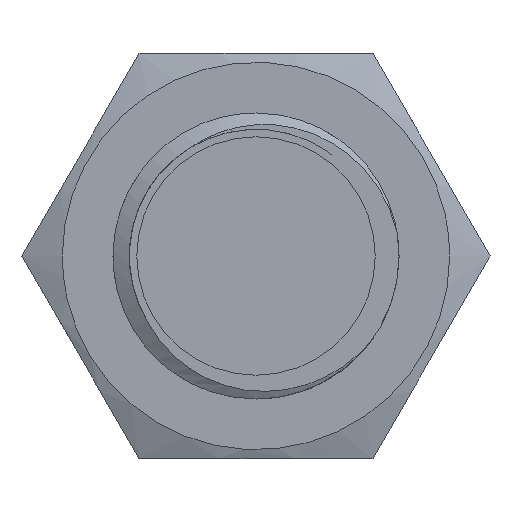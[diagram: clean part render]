
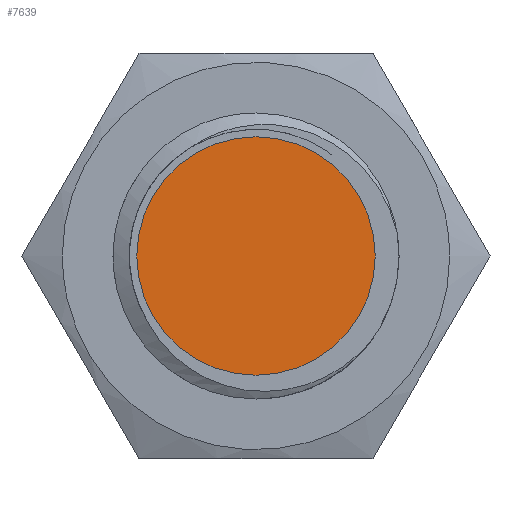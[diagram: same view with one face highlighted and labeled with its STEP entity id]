
A CAD part, left-side view. The second image highlights one B-rep face of the part: STEP entity #7639.
In plain terms, the highlighted planar face has unit normal (-1, 0, 0).
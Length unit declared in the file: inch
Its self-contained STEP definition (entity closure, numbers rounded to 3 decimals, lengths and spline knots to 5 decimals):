
#297 = ORIENTED_EDGE ( 'NONE', *, *, #10610, .F. ) ;
#2881 = DIRECTION ( 'NONE',  ( 1., 0., 0. ) ) ;
#3102 = EDGE_CURVE ( 'NONE', #5194, #6855, #8708, .T. ) ;
#3157 = AXIS2_PLACEMENT_3D ( 'NONE', #4417, #2881, #7757 ) ;
#3424 = PLANE ( 'NONE',  #6190 ) ;
#3603 = CARTESIAN_POINT ( 'NONE',  ( -33.28726, 0., -1.94826 ) ) ;
#4417 = CARTESIAN_POINT ( 'NONE',  ( -33.28726, 0., -1.75141 ) ) ;
#4954 = DIRECTION ( 'NONE',  ( 0., 0., -1. ) ) ;
#5194 = VERTEX_POINT ( 'NONE', #3603 ) ;
#5843 = DIRECTION ( 'NONE',  ( 1., 0., 0. ) ) ;
#6190 = AXIS2_PLACEMENT_3D ( 'NONE', #8358, #6644, #4954 ) ;
#6470 = CARTESIAN_POINT ( 'NONE',  ( -33.28726, 0., -1.55456 ) ) ;
#6644 = DIRECTION ( 'NONE',  ( 1., 0., 0. ) ) ;
#6855 = VERTEX_POINT ( 'NONE', #6470 ) ;
#7236 = ORIENTED_EDGE ( 'NONE', *, *, #3102, .F. ) ;
#7392 = CARTESIAN_POINT ( 'NONE',  ( -33.28726, 0., -1.75141 ) ) ;
#7639 = ADVANCED_FACE ( 'NONE', ( #9957 ), #3424, .F. ) ;
#7757 = DIRECTION ( 'NONE',  ( 0., 0., -1. ) ) ;
#7831 = CIRCLE ( 'NONE', #3157, 0.19685 ) ;
#8338 = DIRECTION ( 'NONE',  ( 0., 0., -1. ) ) ;
#8358 = CARTESIAN_POINT ( 'NONE',  ( -33.28726, 0., -1.75141 ) ) ;
#8516 = AXIS2_PLACEMENT_3D ( 'NONE', #7392, #5843, #8338 ) ;
#8708 = CIRCLE ( 'NONE', #8516, 0.19685 ) ;
#9957 = FACE_OUTER_BOUND ( 'NONE', #10076, .T. ) ;
#10076 = EDGE_LOOP ( 'NONE', ( #7236, #297 ) ) ;
#10610 = EDGE_CURVE ( 'NONE', #6855, #5194, #7831, .T. ) ;
